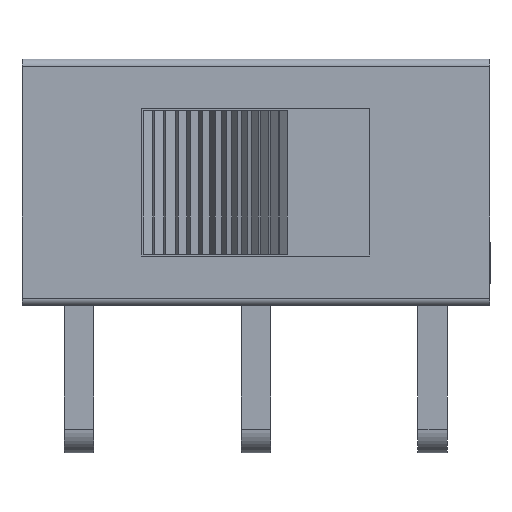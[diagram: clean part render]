
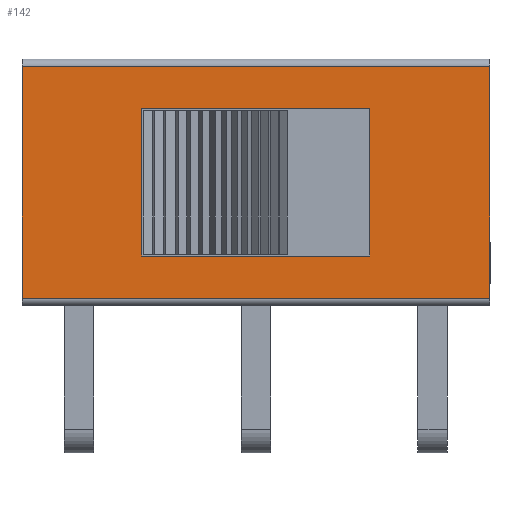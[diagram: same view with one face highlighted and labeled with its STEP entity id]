
A CAD part, front view. The second image highlights one B-rep face of the part: STEP entity #142.
In plain terms, the highlighted planar face has unit normal (0, -1, 0).
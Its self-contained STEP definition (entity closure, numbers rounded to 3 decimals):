
#142 = ADVANCED_FACE('',(#143,#177),#211,.F.);
#143 = FACE_BOUND('',#144,.T.);
#144 = EDGE_LOOP('',(#145,#155,#163,#171));
#145 = ORIENTED_EDGE('',*,*,#146,.F.);
#146 = EDGE_CURVE('',#147,#149,#151,.T.);
#147 = VERTEX_POINT('',#148);
#148 = CARTESIAN_POINT('',(3.095,-10.7,5.35)
  );
#149 = VERTEX_POINT('',#150);
#150 = CARTESIAN_POINT('',(-3.105,-10.7,5.35
    ));
#151 = LINE('',#152,#153);
#152 = CARTESIAN_POINT('',(-3.105,-10.7,5.35
    ));
#153 = VECTOR('',#154,1.);
#154 = DIRECTION('',(-1.,-0.,-0.));
#155 = ORIENTED_EDGE('',*,*,#156,.F.);
#156 = EDGE_CURVE('',#157,#147,#159,.T.);
#157 = VERTEX_POINT('',#158);
#158 = CARTESIAN_POINT('',(3.095,-10.7,1.35)
  );
#159 = LINE('',#160,#161);
#160 = CARTESIAN_POINT('',(3.095,-10.7,5.35)
  );
#161 = VECTOR('',#162,1.);
#162 = DIRECTION('',(0.,0.,1.));
#163 = ORIENTED_EDGE('',*,*,#164,.F.);
#164 = EDGE_CURVE('',#165,#157,#167,.T.);
#165 = VERTEX_POINT('',#166);
#166 = CARTESIAN_POINT('',(-3.105,-10.7,
    1.35));
#167 = LINE('',#168,#169);
#168 = CARTESIAN_POINT('',(-3.105,-10.7,
    1.35));
#169 = VECTOR('',#170,1.);
#170 = DIRECTION('',(1.,0.,0.));
#171 = ORIENTED_EDGE('',*,*,#172,.F.);
#172 = EDGE_CURVE('',#149,#165,#173,.T.);
#173 = LINE('',#174,#175);
#174 = CARTESIAN_POINT('',(-3.105,-10.7,5.35
    ));
#175 = VECTOR('',#176,1.);
#176 = DIRECTION('',(0.,0.,-1.));
#177 = FACE_BOUND('',#178,.T.);
#178 = EDGE_LOOP('',(#179,#189,#197,#205));
#179 = ORIENTED_EDGE('',*,*,#180,.F.);
#180 = EDGE_CURVE('',#181,#183,#185,.T.);
#181 = VERTEX_POINT('',#182);
#182 = CARTESIAN_POINT('',(6.345,-10.7,0.2
    ));
#183 = VERTEX_POINT('',#184);
#184 = CARTESIAN_POINT('',(-6.355,-10.7,
    0.2));
#185 = LINE('',#186,#187);
#186 = CARTESIAN_POINT('',(-0.005,-10.7,
    0.2));
#187 = VECTOR('',#188,1.);
#188 = DIRECTION('',(-1.,0.,0.));
#189 = ORIENTED_EDGE('',*,*,#190,.F.);
#190 = EDGE_CURVE('',#191,#181,#193,.T.);
#191 = VERTEX_POINT('',#192);
#192 = CARTESIAN_POINT('',(6.345,-10.7,6.5
    ));
#193 = LINE('',#194,#195);
#194 = CARTESIAN_POINT('',(6.345,-10.7,
    0.));
#195 = VECTOR('',#196,1.);
#196 = DIRECTION('',(-0.,-0.,-1.));
#197 = ORIENTED_EDGE('',*,*,#198,.F.);
#198 = EDGE_CURVE('',#199,#191,#201,.T.);
#199 = VERTEX_POINT('',#200);
#200 = CARTESIAN_POINT('',(-6.355,-10.7,
    6.5));
#201 = LINE('',#202,#203);
#202 = CARTESIAN_POINT('',(-0.005,-10.7,
    6.5));
#203 = VECTOR('',#204,1.);
#204 = DIRECTION('',(1.,0.,0.));
#205 = ORIENTED_EDGE('',*,*,#206,.F.);
#206 = EDGE_CURVE('',#183,#199,#207,.T.);
#207 = LINE('',#208,#209);
#208 = CARTESIAN_POINT('',(-6.355,-10.7,
    0.));
#209 = VECTOR('',#210,1.);
#210 = DIRECTION('',(0.,0.,1.));
#211 = PLANE('',#212);
#212 = AXIS2_PLACEMENT_3D('',#213,#214,#215);
#213 = CARTESIAN_POINT('',(-0.005,-10.7,
    3.35));
#214 = DIRECTION('',(0.,1.,0.));
#215 = DIRECTION('',(0.,-0.,1.));
